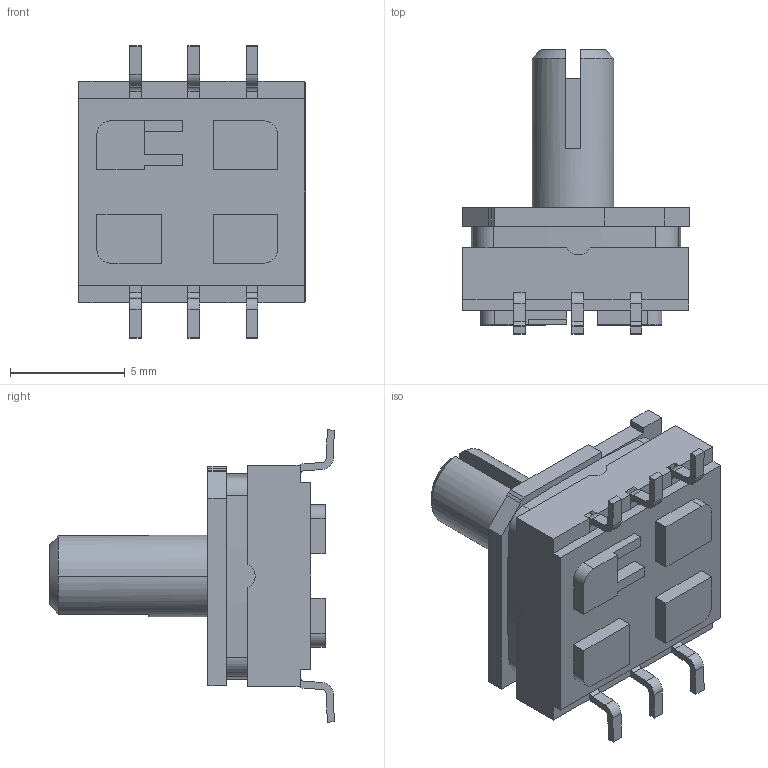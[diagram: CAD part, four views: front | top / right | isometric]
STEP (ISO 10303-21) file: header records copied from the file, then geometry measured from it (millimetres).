
FILE_DESCRIPTION((''),'2;1');
FILE_NAME('94HBB08WT_SW','2018-05-03T',('ERENKOR'),(''),'PRO/ENGINEER BY PARAMETRIC TECHNOLOGY CORPORATION, 2016100','PRO/ENGINEER BY PARAMETRIC TECHNOLOGY CORPORATION, 2016100','');
FILE_SCHEMA(('CONFIG_CONTROL_DESIGN'));
Length unit declared in the file: inch
Products named in the file (1): 94HBB08WT_SW
Bounding box: 9.86 x 12.39 x 12.72 mm (x, y, z)
Surface area: 615.1 mm2 (no closed solid volume)
Topology: 0 solids, 8 shells, 166 faces, 643 edges, 481 vertices
Faces by surface type: plane 120, cylinder 44, cone 2
Entity records: 6765 total; most frequent: CARTESIAN_POINT 1306, DIRECTION 1108, ORIENTED_EDGE 1048, EDGE_CURVE 643, VECTOR 502, LINE 502, VERTEX_POINT 481, AXIS2_PLACEMENT_3D 303
